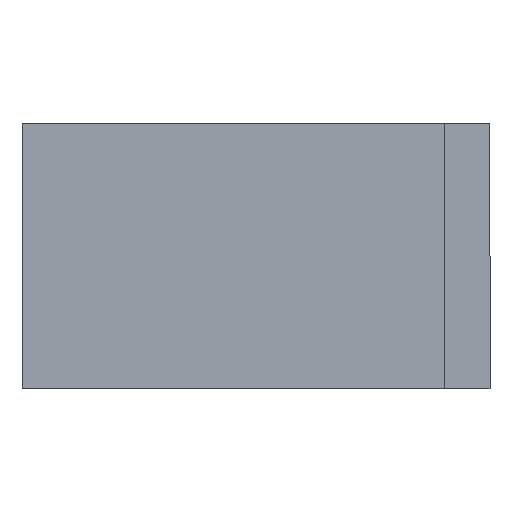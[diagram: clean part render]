
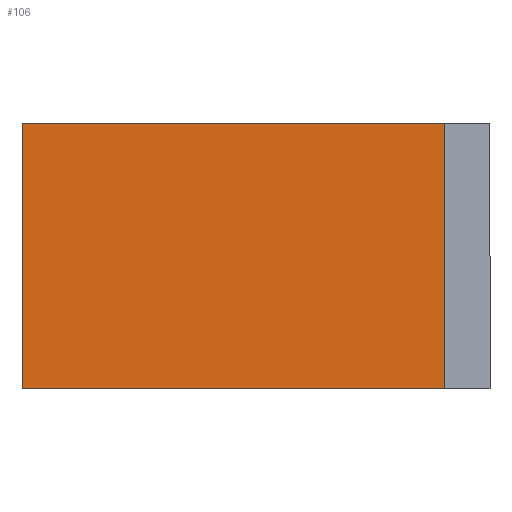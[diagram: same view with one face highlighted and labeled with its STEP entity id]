
A CAD part, top view. The second image highlights one B-rep face of the part: STEP entity #106.
In plain terms, the highlighted planar face has unit normal (0, 0, 1).
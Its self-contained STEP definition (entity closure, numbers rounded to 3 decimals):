
#8 = EDGE_CURVE ( 'NONE', #242, #234, #200, .T. ) ;
#34 = DIRECTION ( 'NONE',  ( 0., -1., 0. ) ) ;
#39 = EDGE_CURVE ( 'NONE', #234, #302, #222, .T. ) ;
#48 = LINE ( 'NONE', #306, #210 ) ;
#52 = PLANE ( 'NONE',  #188 ) ;
#78 = ORIENTED_EDGE ( 'NONE', *, *, #39, .F. ) ;
#79 = CARTESIAN_POINT ( 'NONE',  ( -15.5, 8.8, 1.6 ) ) ;
#82 = EDGE_CURVE ( 'NONE', #380, #302, #48, .T. ) ;
#89 = FACE_OUTER_BOUND ( 'NONE', #277, .T. ) ;
#106 = ADVANCED_FACE ( 'NONE', ( #89 ), #52, .T. ) ;
#113 = CARTESIAN_POINT ( 'NONE',  ( -15.5, 8.8, 1.6 ) ) ;
#147 = CARTESIAN_POINT ( 'NONE',  ( 12.51, 8.8, 1.6 ) ) ;
#173 = CARTESIAN_POINT ( 'NONE',  ( 0., 0., 1.6 ) ) ;
#184 = CARTESIAN_POINT ( 'NONE',  ( -15.5, 8.8, 1.6 ) ) ;
#188 = AXIS2_PLACEMENT_3D ( 'NONE', #173, #346, #287 ) ;
#200 = LINE ( 'NONE', #113, #339 ) ;
#210 = VECTOR ( 'NONE', #376, 1000. ) ;
#222 = LINE ( 'NONE', #147, #367 ) ;
#234 = VERTEX_POINT ( 'NONE', #341 ) ;
#237 = LINE ( 'NONE', #184, #244 ) ;
#239 = ORIENTED_EDGE ( 'NONE', *, *, #82, .T. ) ;
#242 = VERTEX_POINT ( 'NONE', #79 ) ;
#244 = VECTOR ( 'NONE', #34, 1000. ) ;
#257 = CARTESIAN_POINT ( 'NONE',  ( 12.51, -8.8, 1.6 ) ) ;
#270 = ORIENTED_EDGE ( 'NONE', *, *, #8, .F. ) ;
#277 = EDGE_LOOP ( 'NONE', ( #78, #270, #289, #239 ) ) ;
#281 = DIRECTION ( 'NONE',  ( 0., -1., 0. ) ) ;
#287 = DIRECTION ( 'NONE',  ( 1., 0., 0. ) ) ;
#289 = ORIENTED_EDGE ( 'NONE', *, *, #387, .T. ) ;
#302 = VERTEX_POINT ( 'NONE', #257 ) ;
#306 = CARTESIAN_POINT ( 'NONE',  ( -15.5, -8.8, 1.6 ) ) ;
#339 = VECTOR ( 'NONE', #348, 1000. ) ;
#341 = CARTESIAN_POINT ( 'NONE',  ( 12.51, 8.8, 1.6 ) ) ;
#346 = DIRECTION ( 'NONE',  ( 0., 0., 1. ) ) ;
#348 = DIRECTION ( 'NONE',  ( 1., 0., 0. ) ) ;
#355 = CARTESIAN_POINT ( 'NONE',  ( -15.5, -8.8, 1.6 ) ) ;
#367 = VECTOR ( 'NONE', #281, 1000. ) ;
#376 = DIRECTION ( 'NONE',  ( 1., 0., 0. ) ) ;
#380 = VERTEX_POINT ( 'NONE', #355 ) ;
#387 = EDGE_CURVE ( 'NONE', #242, #380, #237, .T. ) ;
